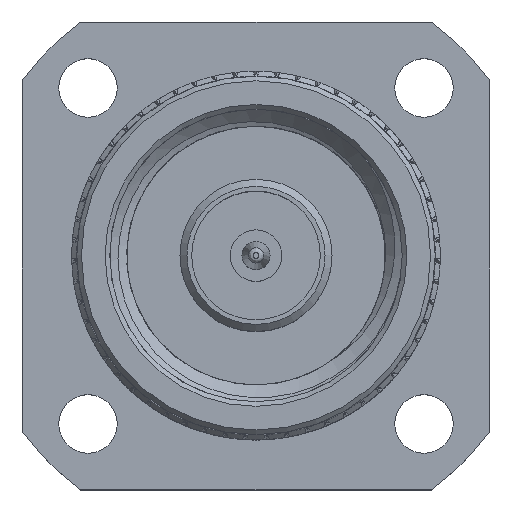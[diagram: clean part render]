
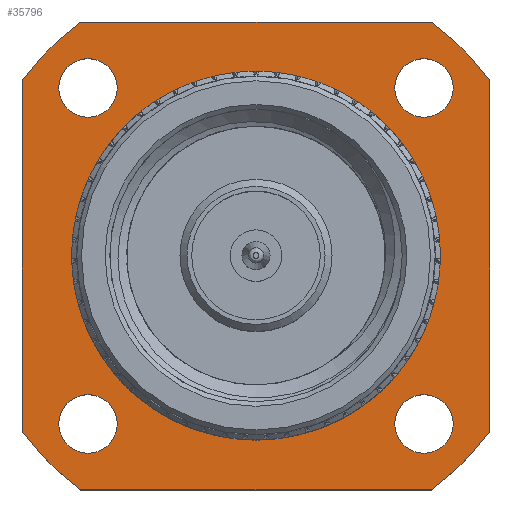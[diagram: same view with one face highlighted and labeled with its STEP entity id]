
A CAD part, top view. The second image highlights one B-rep face of the part: STEP entity #35796.
In plain terms, the highlighted planar face has unit normal (0, 0, 1).
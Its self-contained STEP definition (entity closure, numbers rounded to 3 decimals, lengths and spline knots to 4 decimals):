
#582 = DIRECTION ( 'NONE',  ( 0., -1., 0. ) ) ;
#1055 = EDGE_CURVE ( 'NONE', #38175, #33718, #60117, .T. ) ;
#2691 = EDGE_LOOP ( 'NONE', ( #66992 ) ) ;
#2764 = AXIS2_PLACEMENT_3D ( 'NONE', #28840, #57984, #29772 ) ;
#2871 = CIRCLE ( 'NONE', #89879, 0.3181 ) ;
#3481 = CARTESIAN_POINT ( 'NONE',  ( 0., 0., 0. ) ) ;
#4205 = AXIS2_PLACEMENT_3D ( 'NONE', #56552, #93726, #19315 ) ;
#6440 = VERTEX_POINT ( 'NONE', #66132 ) ;
#6606 = VERTEX_POINT ( 'NONE', #45876 ) ;
#7363 = CARTESIAN_POINT ( 'NONE',  ( -0.3181, 0., 0. ) ) ;
#7444 = PLANE ( 'NONE',  #23104 ) ;
#7898 = ORIENTED_EDGE ( 'NONE', *, *, #23148, .T. ) ;
#8377 = EDGE_CURVE ( 'NONE', #81542, #6606, #53262, .T. ) ;
#9437 = EDGE_LOOP ( 'NONE', ( #26891 ) ) ;
#10393 = DIRECTION ( 'NONE',  ( 0., 0., 1. ) ) ;
#11535 = VERTEX_POINT ( 'NONE', #79242 ) ;
#11869 = EDGE_LOOP ( 'NONE', ( #90868 ) ) ;
#12534 = EDGE_CURVE ( 'NONE', #38175, #11535, #51030, .T. ) ;
#12835 = CARTESIAN_POINT ( 'NONE',  ( 0.5, -0.375, 0. ) ) ;
#13663 = ORIENTED_EDGE ( 'NONE', *, *, #1055, .F. ) ;
#14868 = VECTOR ( 'NONE', #58654, 39.3701 ) ;
#18181 = AXIS2_PLACEMENT_3D ( 'NONE', #36474, #21696, #44559 ) ;
#18731 = DIRECTION ( 'NONE',  ( 1., 0., 0. ) ) ;
#19315 = DIRECTION ( 'NONE',  ( 1., 0., 0. ) ) ;
#21696 = DIRECTION ( 'NONE',  ( 0., 0., 1. ) ) ;
#22049 = CARTESIAN_POINT ( 'NONE',  ( 0.375, 0.5, 0. ) ) ;
#22742 = CARTESIAN_POINT ( 'NONE',  ( 0., 0., 0. ) ) ;
#22942 = CARTESIAN_POINT ( 'NONE',  ( -0.375, -0.5, 0. ) ) ;
#23104 = AXIS2_PLACEMENT_3D ( 'NONE', #22742, #65749, #23213 ) ;
#23148 = EDGE_CURVE ( 'NONE', #11535, #90428, #49921, .T. ) ;
#23213 = DIRECTION ( 'NONE',  ( -1., 0., 0. ) ) ;
#23614 = VECTOR ( 'NONE', #41688, 39.3701 ) ;
#23738 = VECTOR ( 'NONE', #582, 39.3701 ) ;
#25009 = DIRECTION ( 'NONE',  ( -1., 0., 0. ) ) ;
#25581 = CARTESIAN_POINT ( 'NONE',  ( 0., 0., 0. ) ) ;
#26655 = VERTEX_POINT ( 'NONE', #42724 ) ;
#26891 = ORIENTED_EDGE ( 'NONE', *, *, #50993, .F. ) ;
#27035 = EDGE_CURVE ( 'NONE', #26655, #26655, #34849, .T. ) ;
#28570 = ORIENTED_EDGE ( 'NONE', *, *, #73326, .T. ) ;
#28840 = CARTESIAN_POINT ( 'NONE',  ( -0.359, -0.359, 0. ) ) ;
#29772 = DIRECTION ( 'NONE',  ( 1., 0., 0. ) ) ;
#29877 = FACE_BOUND ( 'NONE', #47149, .T. ) ;
#30375 = AXIS2_PLACEMENT_3D ( 'NONE', #84078, #62667, #18731 ) ;
#33718 = VERTEX_POINT ( 'NONE', #91990 ) ;
#34849 = CIRCLE ( 'NONE', #2764, 0.0625 ) ;
#35357 = CIRCLE ( 'NONE', #88673, 0.0625 ) ;
#35796 = ADVANCED_FACE ( 'NONE', ( #50936, #29877, #57616, #44204, #79983, #80452 ), #7444, .F. ) ;
#36474 = CARTESIAN_POINT ( 'NONE',  ( 0.359, 0.359, 0. ) ) ;
#38175 = VERTEX_POINT ( 'NONE', #12835 ) ;
#38290 = LINE ( 'NONE', #66058, #23738 ) ;
#41688 = DIRECTION ( 'NONE',  ( 1., 0., 0. ) ) ;
#41798 = DIRECTION ( 'NONE',  ( 0., 0., -1. ) ) ;
#42579 = CIRCLE ( 'NONE', #18181, 0.0625 ) ;
#42724 = CARTESIAN_POINT ( 'NONE',  ( -0.2965, -0.359, 0. ) ) ;
#43655 = CARTESIAN_POINT ( 'NONE',  ( 0.4215, -0.359, 0. ) ) ;
#44204 = FACE_BOUND ( 'NONE', #9437, .T. ) ;
#44559 = DIRECTION ( 'NONE',  ( 1., 0., 0. ) ) ;
#44604 = VERTEX_POINT ( 'NONE', #43655 ) ;
#45876 = CARTESIAN_POINT ( 'NONE',  ( -0.5, -0.375, 0. ) ) ;
#47149 = EDGE_LOOP ( 'NONE', ( #75797 ) ) ;
#48033 = CARTESIAN_POINT ( 'NONE',  ( -0.5, 0.375, 0. ) ) ;
#48497 = CARTESIAN_POINT ( 'NONE',  ( 0., 0., 0. ) ) ;
#48572 = CARTESIAN_POINT ( 'NONE',  ( -0.359, 0.359, 0. ) ) ;
#49921 = CIRCLE ( 'NONE', #4205, 0.625 ) ;
#50304 = EDGE_CURVE ( 'NONE', #44604, #44604, #51725, .T. ) ;
#50781 = CARTESIAN_POINT ( 'NONE',  ( -0.5, -0.5, 0. ) ) ;
#50936 = FACE_BOUND ( 'NONE', #2691, .T. ) ;
#50993 = EDGE_CURVE ( 'NONE', #88004, #88004, #42579, .T. ) ;
#51030 = LINE ( 'NONE', #71551, #14868 ) ;
#51725 = CIRCLE ( 'NONE', #30375, 0.0625 ) ;
#53262 = CIRCLE ( 'NONE', #89790, 0.625 ) ;
#53946 = EDGE_CURVE ( 'NONE', #54671, #61028, #57935, .T. ) ;
#54671 = VERTEX_POINT ( 'NONE', #48033 ) ;
#55275 = EDGE_CURVE ( 'NONE', #90428, #61028, #56641, .T. ) ;
#55743 = DIRECTION ( 'NONE',  ( 1., 0., 0. ) ) ;
#56159 = DIRECTION ( 'NONE',  ( -1., 0., 0. ) ) ;
#56552 = CARTESIAN_POINT ( 'NONE',  ( 0., 0., 0. ) ) ;
#56641 = LINE ( 'NONE', #85235, #61002 ) ;
#57616 = FACE_BOUND ( 'NONE', #11869, .T. ) ;
#57935 = CIRCLE ( 'NONE', #65598, 0.625 ) ;
#57984 = DIRECTION ( 'NONE',  ( 0., 0., 1. ) ) ;
#58654 = DIRECTION ( 'NONE',  ( 0., 1., 0. ) ) ;
#59604 = EDGE_LOOP ( 'NONE', ( #64110, #28570, #71477, #91920, #13663, #72729, #7898, #77069 ) ) ;
#60117 = CIRCLE ( 'NONE', #72367, 0.625 ) ;
#61002 = VECTOR ( 'NONE', #56159, 39.3701 ) ;
#61028 = VERTEX_POINT ( 'NONE', #71277 ) ;
#61419 = ORIENTED_EDGE ( 'NONE', *, *, #89155, .F. ) ;
#62667 = DIRECTION ( 'NONE',  ( 0., 0., 1. ) ) ;
#64110 = ORIENTED_EDGE ( 'NONE', *, *, #53946, .F. ) ;
#64600 = DIRECTION ( 'NONE',  ( 0., 0., 1. ) ) ;
#64651 = LINE ( 'NONE', #50781, #23614 ) ;
#64735 = VERTEX_POINT ( 'NONE', #7363 ) ;
#65598 = AXIS2_PLACEMENT_3D ( 'NONE', #25581, #69964, #83772 ) ;
#65749 = DIRECTION ( 'NONE',  ( 0., 0., -1. ) ) ;
#66058 = CARTESIAN_POINT ( 'NONE',  ( -0.5, -0.5, 0. ) ) ;
#66132 = CARTESIAN_POINT ( 'NONE',  ( -0.2965, 0.359, 0. ) ) ;
#66992 = ORIENTED_EDGE ( 'NONE', *, *, #93368, .F. ) ;
#68458 = DIRECTION ( 'NONE',  ( 0., 0., -1. ) ) ;
#69964 = DIRECTION ( 'NONE',  ( 0., 0., -1. ) ) ;
#71277 = CARTESIAN_POINT ( 'NONE',  ( -0.375, 0.5, 0. ) ) ;
#71477 = ORIENTED_EDGE ( 'NONE', *, *, #8377, .F. ) ;
#71551 = CARTESIAN_POINT ( 'NONE',  ( 0.5, -0.5, 0. ) ) ;
#72191 = DIRECTION ( 'NONE',  ( -1., 0., 0. ) ) ;
#72367 = AXIS2_PLACEMENT_3D ( 'NONE', #3481, #68458, #25009 ) ;
#72729 = ORIENTED_EDGE ( 'NONE', *, *, #12534, .T. ) ;
#73326 = EDGE_CURVE ( 'NONE', #54671, #6606, #38290, .T. ) ;
#74813 = EDGE_CURVE ( 'NONE', #81542, #33718, #64651, .T. ) ;
#75797 = ORIENTED_EDGE ( 'NONE', *, *, #27035, .F. ) ;
#77069 = ORIENTED_EDGE ( 'NONE', *, *, #55275, .T. ) ;
#79242 = CARTESIAN_POINT ( 'NONE',  ( 0.5, 0.375, 0. ) ) ;
#79983 = FACE_BOUND ( 'NONE', #85434, .T. ) ;
#80361 = CARTESIAN_POINT ( 'NONE',  ( 0.4215, 0.359, 0. ) ) ;
#80452 = FACE_OUTER_BOUND ( 'NONE', #59604, .T. ) ;
#81542 = VERTEX_POINT ( 'NONE', #22942 ) ;
#83772 = DIRECTION ( 'NONE',  ( -1., 0., 0. ) ) ;
#84078 = CARTESIAN_POINT ( 'NONE',  ( 0.359, -0.359, 0. ) ) ;
#85235 = CARTESIAN_POINT ( 'NONE',  ( -0.5, 0.5, 0. ) ) ;
#85434 = EDGE_LOOP ( 'NONE', ( #61419 ) ) ;
#88004 = VERTEX_POINT ( 'NONE', #80361 ) ;
#88673 = AXIS2_PLACEMENT_3D ( 'NONE', #48572, #10393, #55743 ) ;
#89155 = EDGE_CURVE ( 'NONE', #6440, #6440, #35357, .T. ) ;
#89790 = AXIS2_PLACEMENT_3D ( 'NONE', #48497, #41798, #93313 ) ;
#89879 = AXIS2_PLACEMENT_3D ( 'NONE', #92669, #64600, #72191 ) ;
#90428 = VERTEX_POINT ( 'NONE', #22049 ) ;
#90868 = ORIENTED_EDGE ( 'NONE', *, *, #50304, .F. ) ;
#91920 = ORIENTED_EDGE ( 'NONE', *, *, #74813, .T. ) ;
#91990 = CARTESIAN_POINT ( 'NONE',  ( 0.375, -0.5, 0. ) ) ;
#92669 = CARTESIAN_POINT ( 'NONE',  ( 0., 0., 0. ) ) ;
#93313 = DIRECTION ( 'NONE',  ( -1., 0., 0. ) ) ;
#93368 = EDGE_CURVE ( 'NONE', #64735, #64735, #2871, .T. ) ;
#93726 = DIRECTION ( 'NONE',  ( 0., 0., 1. ) ) ;
